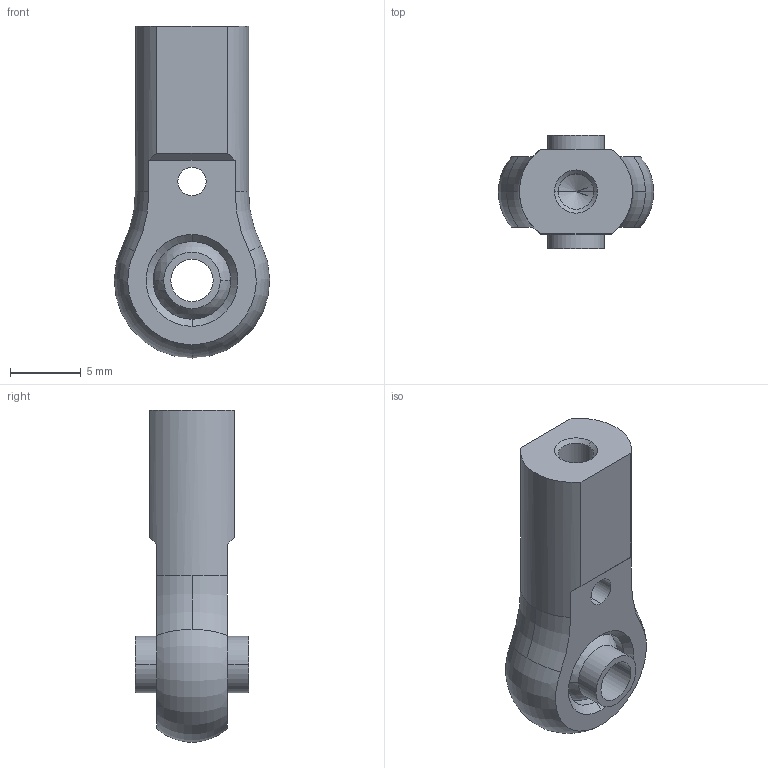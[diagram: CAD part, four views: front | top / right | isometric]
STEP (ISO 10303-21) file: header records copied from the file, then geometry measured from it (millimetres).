
FILE_DESCRIPTION (( 'STEP AP203' ), '1' );
FILE_NAME ('balljoint.step', '2015-02-17T13:12:43', ( 'Cesar' ), ( '' ), 'SwSTEP 2.0', 'SolidWorks 2013', '' );
FILE_SCHEMA (( 'CONFIG_CONTROL_DESIGN' ));
Length unit declared in the file: millimetre
Products named in the file (3): balljoint-ball; balljoint-housing; balljoint
Assembly tree (2 placements, depth 2):
  balljoint
    balljoint-ball
    balljoint-housing
Bounding box: 11 x 8 x 23.49 mm (x, y, z)
Volume: 892.1 mm3; surface area: 953.7 mm2
Topology: 2 solids, 2 shells, 44 faces, 113 edges, 68 vertices
Faces by surface type: cylinder 17, plane 9, cone 8, torus 6, sphere 4
Entity records: 1574 total; most frequent: DIRECTION 255, CARTESIAN_POINT 224, ORIENTED_EDGE 202, AXIS2_PLACEMENT_3D 109, EDGE_CURVE 101, VERTEX_POINT 62, CIRCLE 60, EDGE_LOOP 51
